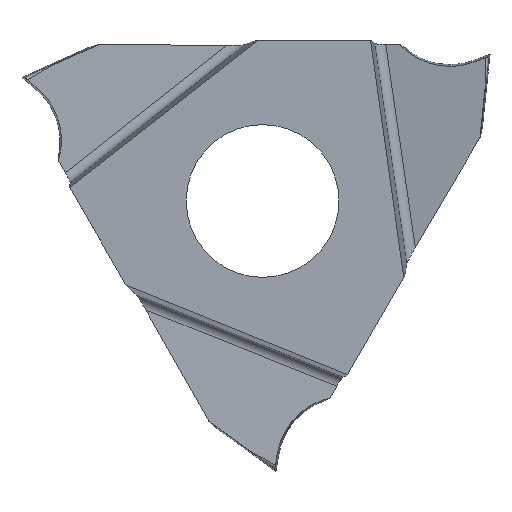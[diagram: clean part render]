
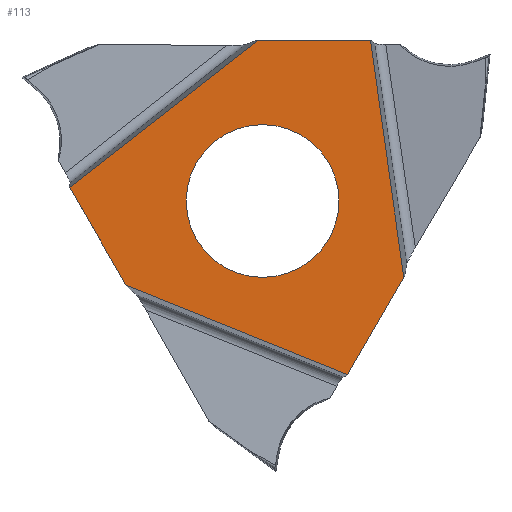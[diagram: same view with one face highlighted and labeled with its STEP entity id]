
A CAD part, left-side view. The second image highlights one B-rep face of the part: STEP entity #113.
In plain terms, the highlighted planar face has unit normal (-1, 0, 0).
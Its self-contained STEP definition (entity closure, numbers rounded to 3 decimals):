
#113=ADVANCED_FACE('',(#189,#190),#158,.T.);
#158=PLANE('',#1084);
#179=CIRCLE('',#1082,2.25);
#180=CIRCLE('',#1083,2.25);
#189=FACE_BOUND('',#195,.T.);
#190=FACE_BOUND('',#196,.T.);
#195=EDGE_LOOP('',(#243,#244,#245,#246,#247,#248));
#196=EDGE_LOOP('',(#249,#250));
#243=ORIENTED_EDGE('',*,*,#591,.F.);
#244=ORIENTED_EDGE('',*,*,#592,.F.);
#245=ORIENTED_EDGE('',*,*,#593,.F.);
#246=ORIENTED_EDGE('',*,*,#594,.F.);
#247=ORIENTED_EDGE('',*,*,#595,.F.);
#248=ORIENTED_EDGE('',*,*,#596,.F.);
#249=ORIENTED_EDGE('',*,*,#597,.F.);
#250=ORIENTED_EDGE('',*,*,#598,.F.);
#503=VERTEX_POINT('',#1463);
#504=VERTEX_POINT('',#1464);
#505=VERTEX_POINT('',#1466);
#506=VERTEX_POINT('',#1468);
#507=VERTEX_POINT('',#1470);
#508=VERTEX_POINT('',#1472);
#509=VERTEX_POINT('',#1475);
#510=VERTEX_POINT('',#1476);
#591=EDGE_CURVE('',#503,#504,#837,.T.);
#592=EDGE_CURVE('',#505,#503,#838,.T.);
#593=EDGE_CURVE('',#506,#505,#839,.T.);
#594=EDGE_CURVE('',#507,#506,#840,.T.);
#595=EDGE_CURVE('',#508,#507,#841,.T.);
#596=EDGE_CURVE('',#504,#508,#842,.T.);
#597=EDGE_CURVE('',#509,#510,#179,.T.);
#598=EDGE_CURVE('',#510,#509,#180,.T.);
#837=LINE('',#1462,#930);
#838=LINE('',#1465,#931);
#839=LINE('',#1467,#932);
#840=LINE('',#1469,#933);
#841=LINE('',#1471,#934);
#842=LINE('',#1473,#935);
#930=VECTOR('',#1160,1.);
#931=VECTOR('',#1161,1.);
#932=VECTOR('',#1162,1.);
#933=VECTOR('',#1163,1.);
#934=VECTOR('',#1164,1.);
#935=VECTOR('',#1165,1.);
#1082=AXIS2_PLACEMENT_3D('',#1474,#1166,#1167);
#1083=AXIS2_PLACEMENT_3D('',#1477,#1168,#1169);
#1084=AXIS2_PLACEMENT_3D('',#1478,#1170,#1171);
#1160=DIRECTION('',(0.,0.927,0.375));
#1161=DIRECTION('',(0.,0.5,-0.866));
#1162=DIRECTION('',(0.,-0.139,-0.99));
#1163=DIRECTION('',(0.,-1.,0.));
#1164=DIRECTION('',(0.,-0.788,0.616));
#1165=DIRECTION('',(0.,0.5,0.866));
#1166=DIRECTION('',(-1.,0.,0.));
#1167=DIRECTION('',(0.,0.,1.));
#1168=DIRECTION('',(-1.,0.,0.));
#1169=DIRECTION('',(0.,0.,-1.));
#1170=DIRECTION('',(-1.,0.,0.));
#1171=DIRECTION('',(0.,1.,0.));
#1462=CARTESIAN_POINT('',(-3.18,-2.498,-5.113));
#1463=CARTESIAN_POINT('',(-3.18,-2.498,-5.113));
#1464=CARTESIAN_POINT('',(-3.18,4.018,-2.48));
#1465=CARTESIAN_POINT('',(-3.18,-4.157,-2.24));
#1466=CARTESIAN_POINT('',(-3.18,-4.157,-2.24));
#1467=CARTESIAN_POINT('',(-3.18,-3.179,4.72));
#1468=CARTESIAN_POINT('',(-3.18,-3.179,4.72));
#1469=CARTESIAN_POINT('',(-3.18,0.139,4.72));
#1470=CARTESIAN_POINT('',(-3.18,0.139,4.72));
#1471=CARTESIAN_POINT('',(-3.18,5.677,0.393));
#1472=CARTESIAN_POINT('',(-3.18,5.677,0.393));
#1473=CARTESIAN_POINT('',(-3.18,4.018,-2.48));
#1474=CARTESIAN_POINT('',(-3.18,0.,0.));
#1475=CARTESIAN_POINT('',(-3.18,0.,2.25));
#1476=CARTESIAN_POINT('',(-3.18,0.,-2.25));
#1477=CARTESIAN_POINT('',(-3.18,0.,0.));
#1478=CARTESIAN_POINT('',(-3.18,0.,0.));
